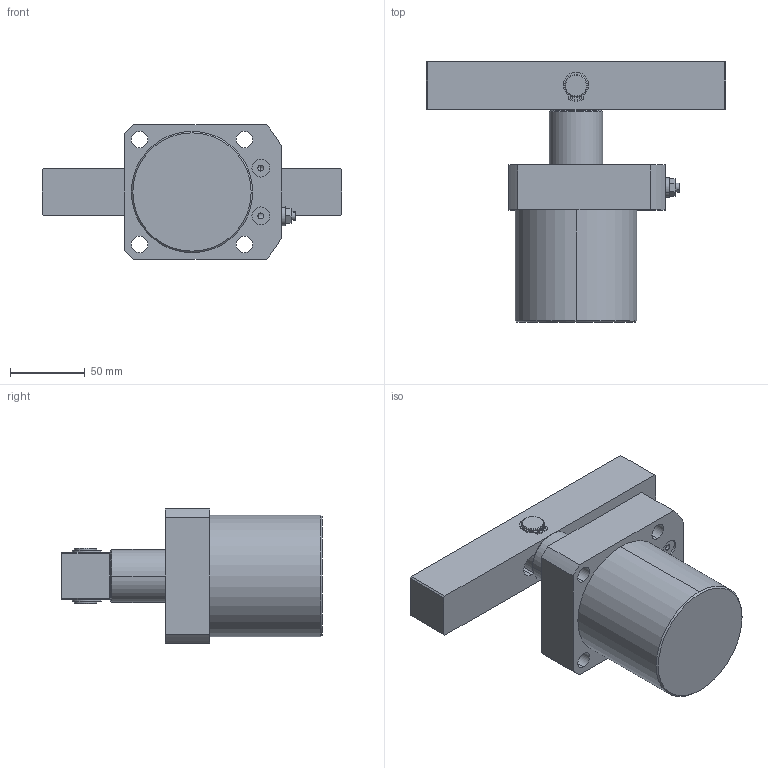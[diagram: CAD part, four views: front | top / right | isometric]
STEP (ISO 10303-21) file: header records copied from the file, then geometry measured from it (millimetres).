
FILE_DESCRIPTION (( 'STEP AP203' ), '1' );
FILE_NAME ('HSL-FAMT63D.STEP', '2020-09-14T01:50:50', ( '微软用户' ), ( '微软中国' ), 'SwSTEP 2.0', 'SolidWorks 2012', '' );
FILE_SCHEMA (( 'CONFIG_CONTROL_DESIGN' ));
Length unit declared in the file: millimetre
Products named in the file (7): HSL-63DL-90-邧揤旋; HSL-63D活塞杆; HSL-FAMT63-90-掛极陔; HSL-FAMT63D; FCM-覃誹概; circlips for shaft--type a large gb_GB_CONNECTING_PIECE_RING_RRA 15; HSL-63DL-90-种
Assembly tree (7 placements, depth 2):
  HSL-FAMT63D
    HSL-FAMT63-90-掛极陔
    HSL-63D活塞杆
    HSL-63DL-90-邧揤旋
    HSL-63DL-90-种
    circlips for shaft--type a large gb_GB_CONNECTING_PIECE_RING_RRA 15  x2
    FCM-覃誹概
Bounding box: 200 x 174 x 90 mm (x, y, z)
Volume: 777304.2 mm3; surface area: 126538.4 mm2
Topology: 7 solids, 7 shells, 197 faces, 464 edges, 301 vertices
Faces by surface type: cylinder 99, plane 71, cone 25, torus 2
Entity records: 5921 total; most frequent: CARTESIAN_POINT 974, DIRECTION 954, ORIENTED_EDGE 804, EDGE_CURVE 402, AXIS2_PLACEMENT_3D 379, VERTEX_POINT 261, EDGE_LOOP 219, VECTOR 196
